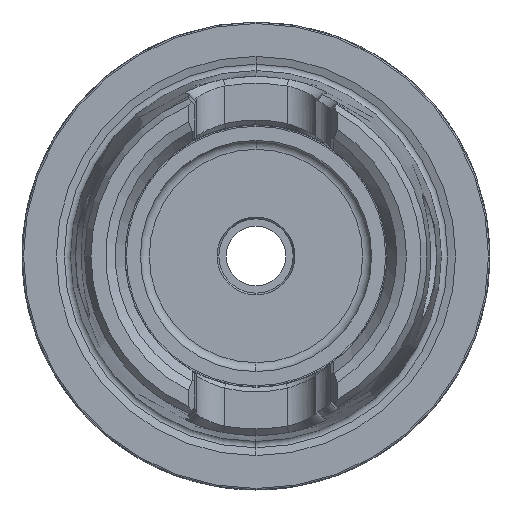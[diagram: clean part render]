
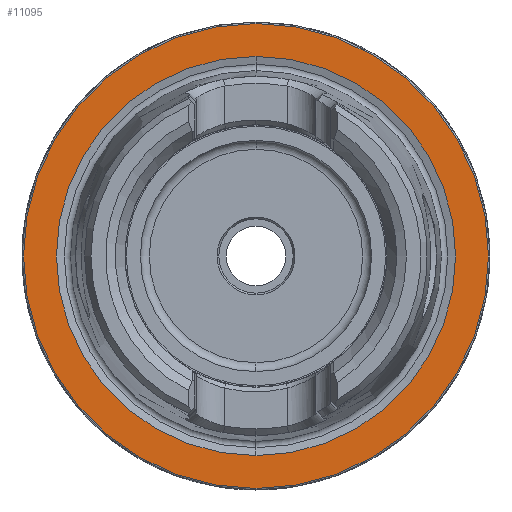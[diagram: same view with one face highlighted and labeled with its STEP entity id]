
A CAD part, left-side view. The second image highlights one B-rep face of the part: STEP entity #11095.
In plain terms, the highlighted planar face has unit normal (-1, 0, 0).
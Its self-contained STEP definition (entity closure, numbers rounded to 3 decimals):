
#60 = CARTESIAN_POINT ( 'NONE',  ( 0., 0., 0. ) ) ;
#298 = CARTESIAN_POINT ( 'NONE',  ( 0., 0., -31.275 ) ) ;
#611 = FACE_BOUND ( 'NONE', #1696, .T. ) ;
#1062 = DIRECTION ( 'NONE',  ( 0., 0., 1. ) ) ;
#1189 = CARTESIAN_POINT ( 'NONE',  ( 0., 0., -26.85 ) ) ;
#1373 = DIRECTION ( 'NONE',  ( -1., 0., 0. ) ) ;
#1666 = CARTESIAN_POINT ( 'NONE',  ( 0., 0., 31.275 ) ) ;
#1696 = EDGE_LOOP ( 'NONE', ( #6016, #2379 ) ) ;
#2309 = VERTEX_POINT ( 'NONE', #1666 ) ;
#2379 = ORIENTED_EDGE ( 'NONE', *, *, #6761, .F. ) ;
#2418 = EDGE_CURVE ( 'NONE', #2309, #5352, #6367, .T. ) ;
#3407 = CIRCLE ( 'NONE', #12584, 26.85 ) ;
#3696 = AXIS2_PLACEMENT_3D ( 'NONE', #9110, #4134, #11178 ) ;
#3750 = EDGE_CURVE ( 'NONE', #11664, #3976, #10290, .T. ) ;
#3976 = VERTEX_POINT ( 'NONE', #1189 ) ;
#4134 = DIRECTION ( 'NONE',  ( 1., 0., 0. ) ) ;
#4261 = CARTESIAN_POINT ( 'NONE',  ( 0., 0., 0. ) ) ;
#4416 = CARTESIAN_POINT ( 'NONE',  ( 0., 0., 0. ) ) ;
#4845 = CIRCLE ( 'NONE', #10373, 31.275 ) ;
#5331 = FACE_OUTER_BOUND ( 'NONE', #9431, .T. ) ;
#5352 = VERTEX_POINT ( 'NONE', #298 ) ;
#5431 = DIRECTION ( 'NONE',  ( 0., 0., 1. ) ) ;
#5446 = DIRECTION ( 'NONE',  ( 0., 0., 1. ) ) ;
#5825 = ORIENTED_EDGE ( 'NONE', *, *, #12498, .T. ) ;
#6016 = ORIENTED_EDGE ( 'NONE', *, *, #3750, .F. ) ;
#6367 = CIRCLE ( 'NONE', #12648, 31.275 ) ;
#6761 = EDGE_CURVE ( 'NONE', #3976, #11664, #3407, .T. ) ;
#7111 = DIRECTION ( 'NONE',  ( -1., 0., 0. ) ) ;
#7212 = ORIENTED_EDGE ( 'NONE', *, *, #2418, .T. ) ;
#7444 = CARTESIAN_POINT ( 'NONE',  ( 0., 0., 0. ) ) ;
#8150 = PLANE ( 'NONE',  #3696 ) ;
#8449 = DIRECTION ( 'NONE',  ( 0., 0., 1. ) ) ;
#9110 = CARTESIAN_POINT ( 'NONE',  ( 0., 31.275, 0. ) ) ;
#9431 = EDGE_LOOP ( 'NONE', ( #7212, #5825 ) ) ;
#9652 = AXIS2_PLACEMENT_3D ( 'NONE', #4416, #11469, #5431 ) ;
#10290 = CIRCLE ( 'NONE', #9652, 26.85 ) ;
#10373 = AXIS2_PLACEMENT_3D ( 'NONE', #4261, #11304, #5446 ) ;
#11095 = ADVANCED_FACE ( 'NONE', ( #611, #5331 ), #8150, .F. ) ;
#11178 = DIRECTION ( 'NONE',  ( 0., 0., -1. ) ) ;
#11304 = DIRECTION ( 'NONE',  ( -1., 0., 0. ) ) ;
#11342 = CARTESIAN_POINT ( 'NONE',  ( 0., 0., 26.85 ) ) ;
#11469 = DIRECTION ( 'NONE',  ( -1., 0., 0. ) ) ;
#11664 = VERTEX_POINT ( 'NONE', #11342 ) ;
#12498 = EDGE_CURVE ( 'NONE', #5352, #2309, #4845, .T. ) ;
#12584 = AXIS2_PLACEMENT_3D ( 'NONE', #7444, #1373, #8449 ) ;
#12648 = AXIS2_PLACEMENT_3D ( 'NONE', #60, #7111, #1062 ) ;
